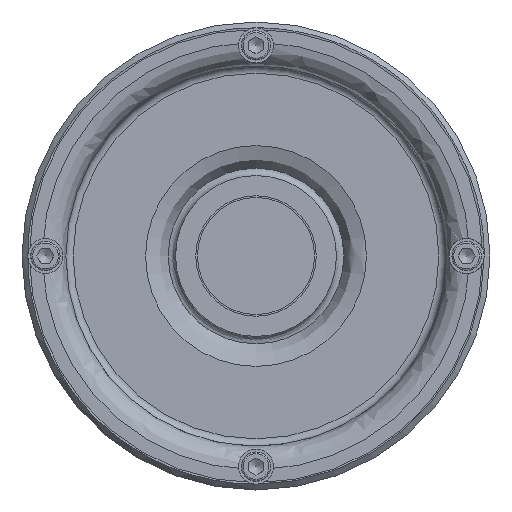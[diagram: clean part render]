
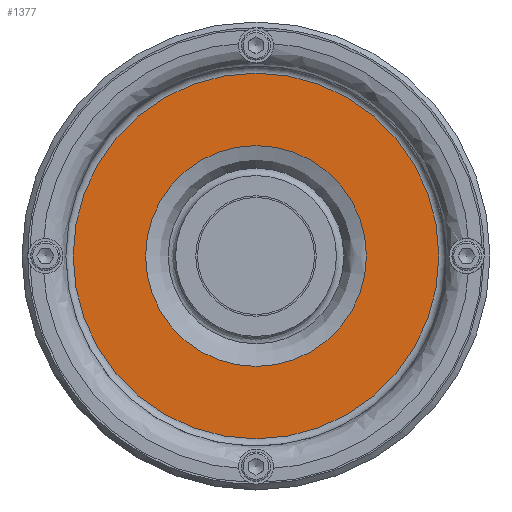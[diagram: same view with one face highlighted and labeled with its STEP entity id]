
A CAD part, front view. The second image highlights one B-rep face of the part: STEP entity #1377.
In plain terms, the highlighted planar face has unit normal (0, 1, 0).
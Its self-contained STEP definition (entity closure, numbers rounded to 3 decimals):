
#1256=CARTESIAN_POINT('',(37.746,162.65,0.));
#1257=VERTEX_POINT('',#1256);
#1258=CARTESIAN_POINT('',(0.0,162.65,0.));
#1259=DIRECTION('',(0.0,1.0,0.0));
#1260=DIRECTION('',(-1.0,0.0,0.0));
#1261=AXIS2_PLACEMENT_3D('',#1258,#1259,#1260);
#1262=CIRCLE('',#1261,37.746);
#1263=EDGE_CURVE('',#1257,#1257,#1262,.T.);
#1358=CARTESIAN_POINT('',(-44.5,162.65,0.));
#1359=DIRECTION('',(0.0,1.0,0.0));
#1360=DIRECTION('',(0.0,0.0,1.0));
#1361=AXIS2_PLACEMENT_3D('',#1358,#1359,#1360);
#1362=PLANE('',#1361);
#1363=CARTESIAN_POINT('',(-62.5,162.65,0.));
#1364=VERTEX_POINT('',#1363);
#1365=CARTESIAN_POINT('',(0.0,162.65,0.));
#1366=DIRECTION('',(0.0,-1.0,0.0));
#1367=DIRECTION('',(1.0,0.0,0.0));
#1368=AXIS2_PLACEMENT_3D('',#1365,#1366,#1367);
#1369=CIRCLE('',#1368,62.5);
#1370=EDGE_CURVE('',#1364,#1364,#1369,.T.);
#1371=ORIENTED_EDGE('',*,*,#1370,.F.);
#1372=EDGE_LOOP('',(#1371));
#1373=FACE_OUTER_BOUND('',#1372,.T.);
#1374=ORIENTED_EDGE('',*,*,#1263,.F.);
#1375=EDGE_LOOP('',(#1374));
#1376=FACE_BOUND('',#1375,.T.);
#1377=ADVANCED_FACE('',(#1373,#1376),#1362,.T.);
